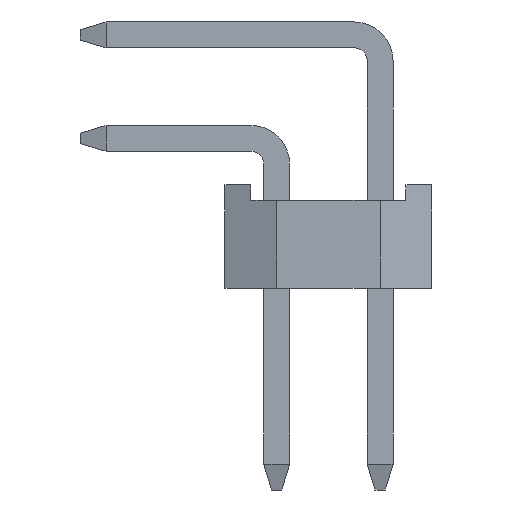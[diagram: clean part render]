
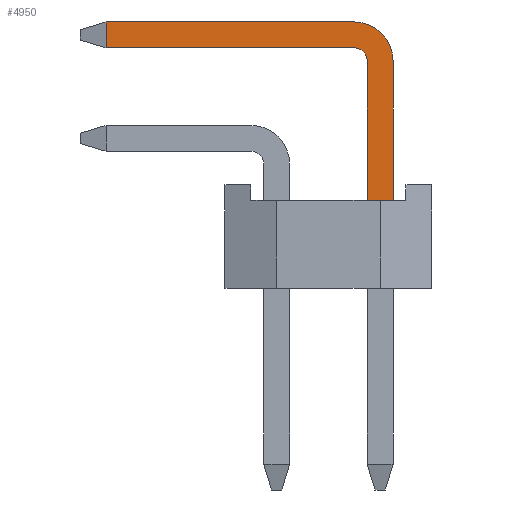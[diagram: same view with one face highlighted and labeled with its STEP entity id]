
A CAD part, left-side view. The second image highlights one B-rep face of the part: STEP entity #4950.
In plain terms, the highlighted planar face has unit normal (-1, 0, 0).
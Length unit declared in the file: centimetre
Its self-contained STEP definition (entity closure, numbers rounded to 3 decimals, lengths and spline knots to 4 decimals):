
#124=FACE_OUTER_BOUND('',#410,.T.);
#410=EDGE_LOOP('',(#3499,#3500,#3501,#3502,#3503,#3504,#3505,#3506));
#655=CIRCLE('',#5268,0.075);
#656=CIRCLE('',#5269,0.025);
#859=LINE('',#7211,#1531);
#860=LINE('',#7213,#1532);
#861=LINE('',#7217,#1533);
#862=LINE('',#7219,#1534);
#863=LINE('',#7221,#1535);
#864=LINE('',#7224,#1536);
#1531=VECTOR('',#5846,1.);
#1532=VECTOR('',#5847,0.65);
#1533=VECTOR('',#5850,1.);
#1534=VECTOR('',#5851,1.);
#1535=VECTOR('',#5852,1.);
#1536=VECTOR('',#5855,0.65);
#2147=VERTEX_POINT('',#7209);
#2148=VERTEX_POINT('',#7210);
#2149=VERTEX_POINT('',#7212);
#2150=VERTEX_POINT('',#7214);
#2151=VERTEX_POINT('',#7216);
#2152=VERTEX_POINT('',#7218);
#2153=VERTEX_POINT('',#7220);
#2154=VERTEX_POINT('',#7222);
#2659=EDGE_CURVE('',#2147,#2148,#859,.T.);
#2660=EDGE_CURVE('',#2149,#2147,#860,.T.);
#2661=EDGE_CURVE('',#2149,#2150,#655,.T.);
#2662=EDGE_CURVE('',#2151,#2150,#861,.T.);
#2663=EDGE_CURVE('',#2151,#2152,#862,.T.);
#2664=EDGE_CURVE('',#2153,#2152,#863,.T.);
#2665=EDGE_CURVE('',#2153,#2154,#656,.T.);
#2666=EDGE_CURVE('',#2148,#2154,#864,.T.);
#3499=ORIENTED_EDGE('',*,*,#2659,.F.);
#3500=ORIENTED_EDGE('',*,*,#2660,.F.);
#3501=ORIENTED_EDGE('',*,*,#2661,.T.);
#3502=ORIENTED_EDGE('',*,*,#2662,.F.);
#3503=ORIENTED_EDGE('',*,*,#2663,.T.);
#3504=ORIENTED_EDGE('',*,*,#2664,.F.);
#3505=ORIENTED_EDGE('',*,*,#2665,.T.);
#3506=ORIENTED_EDGE('',*,*,#2666,.F.);
#4680=PLANE('',#5267);
#4950=ADVANCED_FACE('',(#124),#4680,.F.);
#5267=AXIS2_PLACEMENT_3D('',#7208,#5844,#5845);
#5268=AXIS2_PLACEMENT_3D('',#7215,#5848,#5849);
#5269=AXIS2_PLACEMENT_3D('',#7223,#5853,#5854);
#5844=DIRECTION('center_axis',(1.,0.,0.));
#5845=DIRECTION('ref_axis',(0.,1.,0.));
#5846=DIRECTION('',(0.,1.,0.));
#5847=DIRECTION('',(0.,0.,-1.));
#5848=DIRECTION('center_axis',(-1.,0.,0.));
#5849=DIRECTION('ref_axis',(0.,-0.707,0.707));
#5850=DIRECTION('',(0.,-1.,0.));
#5851=DIRECTION('',(0.,0.,-1.));
#5852=DIRECTION('',(0.,1.,0.));
#5853=DIRECTION('center_axis',(1.,0.,0.));
#5854=DIRECTION('ref_axis',(0.,-0.707,0.707));
#5855=DIRECTION('',(0.,0.,1.));
#7208=CARTESIAN_POINT('Origin',(-0.525,0.,-0.79));
#7209=CARTESIAN_POINT('',(-0.525,-0.025,-0.23));
#7210=CARTESIAN_POINT('',(-0.525,0.025,-0.23));
#7211=CARTESIAN_POINT('',(-0.525,0.05,-0.23));
#7212=CARTESIAN_POINT('',(-0.525,-0.025,0.04));
#7213=CARTESIAN_POINT('',(-0.525,-0.025,-0.09));
#7214=CARTESIAN_POINT('',(-0.525,0.05,0.115));
#7215=CARTESIAN_POINT('Origin',(-0.525,0.05,0.04));
#7216=CARTESIAN_POINT('',(-0.525,0.53,0.115));
#7217=CARTESIAN_POINT('',(-0.525,0.025,0.115));
#7218=CARTESIAN_POINT('',(-0.525,0.53,0.065));
#7219=CARTESIAN_POINT('',(-0.525,0.53,-0.3375));
#7220=CARTESIAN_POINT('',(-0.525,0.05,0.065));
#7221=CARTESIAN_POINT('',(-0.525,0.025,0.065));
#7222=CARTESIAN_POINT('',(-0.525,0.025,0.04));
#7223=CARTESIAN_POINT('Origin',(-0.525,0.05,0.04));
#7224=CARTESIAN_POINT('',(-0.525,0.025,-0.74));
